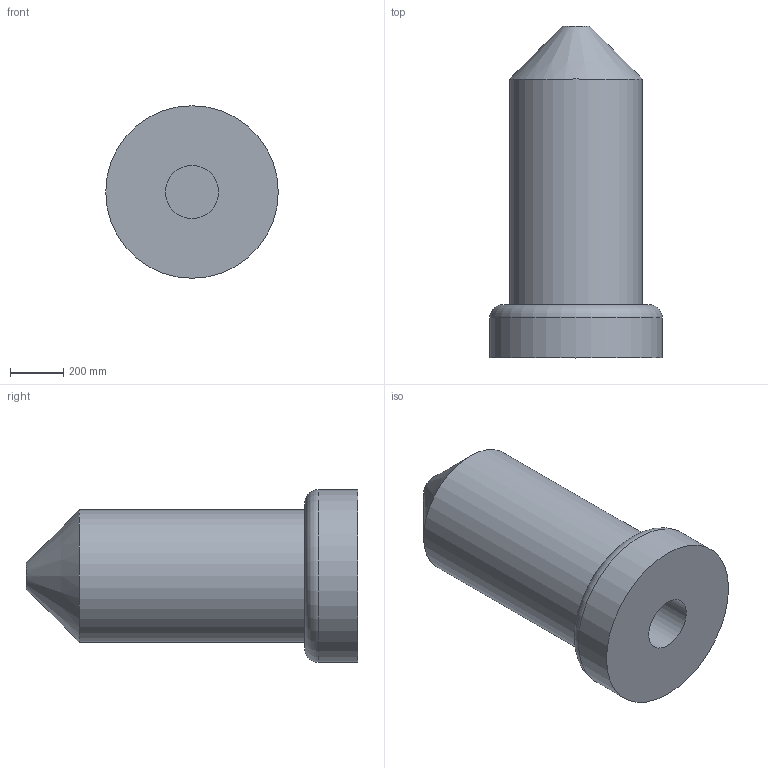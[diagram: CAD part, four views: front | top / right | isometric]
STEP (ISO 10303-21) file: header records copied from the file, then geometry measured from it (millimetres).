
FILE_DESCRIPTION(/* description */ (''),/* implementation_level */ '2;1');
FILE_NAME(/* name */ 'Testblock-1.stp',/* time_stamp */ '2024-09-15T22:52:52+02:00',/* author */ ('School'),/* organization */ (''),/* preprocessor_version */ 'ST-DEVELOPER v20',/* originating_system */ 'Autodesk Inventor 2025',/* authorisation */ '');
FILE_SCHEMA (('AUTOMOTIVE_DESIGN { 1 0 10303 214 3 1 1 }'));
Length unit declared in the file: millimetre
Products named in the file (1): Testblock-1
Bounding box: 650 x 1250 x 650 mm (x, y, z)
Volume: 223304162.3 mm3; surface area: 2943043.1 mm2
Topology: 1 solids, 1 shells, 9 faces, 15 edges, 10 vertices
Faces by surface type: plane 4, cylinder 3, torus 1, cone 1
Full cylindrical faces by diameter (mm): 200 x1, 500 x1, 650 x1
Entity records: 263 total; most frequent: DIRECTION 46, CARTESIAN_POINT 35, ORIENTED_EDGE 30, AXIS2_PLACEMENT_3D 21, EDGE_CURVE 15, EDGE_LOOP 11, CIRCLE 11, VERTEX_POINT 10
